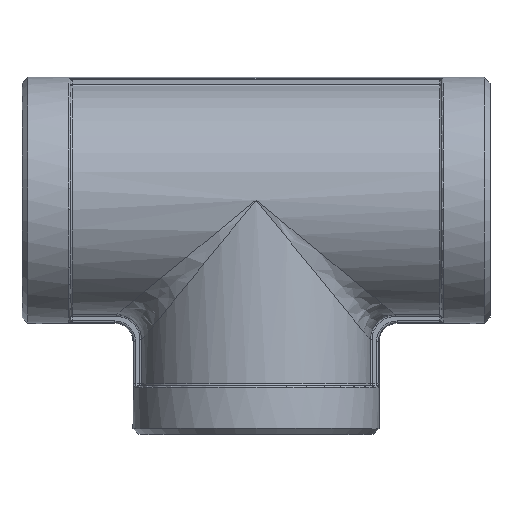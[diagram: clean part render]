
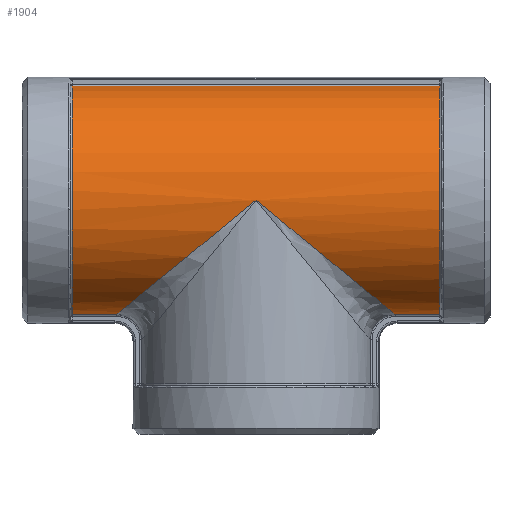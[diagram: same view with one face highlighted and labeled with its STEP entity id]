
A CAD part, top view. The second image highlights one B-rep face of the part: STEP entity #1904.
In plain terms, the highlighted cylindrical face has radius 19 mm (diameter 38 mm), a partial arc.
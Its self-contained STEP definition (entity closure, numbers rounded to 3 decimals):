
#50=ELLIPSE('',#2122,29.987,19.);
#51=ELLIPSE('',#2123,29.987,19.);
#135=LINE('',#4175,#199);
#136=LINE('',#4178,#200);
#137=LINE('',#4183,#201);
#199=VECTOR('',#2585,60.4);
#200=VECTOR('',#2588,7.245);
#201=VECTOR('',#2593,7.245);
#330=CIRCLE('',#2056,19.);
#360=CIRCLE('',#2103,19.);
#491=FACE_OUTER_BOUND('',#630,.T.);
#630=EDGE_LOOP('',(#1564,#1565,#1566,#1567,#1568,#1569,#1570));
#853=VERTEX_POINT('',#3789);
#854=VERTEX_POINT('',#3791);
#881=VERTEX_POINT('',#4063);
#883=VERTEX_POINT('',#4067);
#891=VERTEX_POINT('',#4177);
#892=VERTEX_POINT('',#4179);
#893=VERTEX_POINT('',#4181);
#1064=EDGE_CURVE('',#853,#854,#330,.T.);
#1115=EDGE_CURVE('',#883,#881,#360,.T.);
#1133=EDGE_CURVE('',#881,#853,#135,.T.);
#1134=EDGE_CURVE('',#891,#883,#136,.T.);
#1135=EDGE_CURVE('',#892,#891,#50,.T.);
#1136=EDGE_CURVE('',#893,#892,#51,.T.);
#1137=EDGE_CURVE('',#854,#893,#137,.T.);
#1564=ORIENTED_EDGE('',*,*,#1133,.F.);
#1565=ORIENTED_EDGE('',*,*,#1115,.F.);
#1566=ORIENTED_EDGE('',*,*,#1134,.F.);
#1567=ORIENTED_EDGE('',*,*,#1135,.F.);
#1568=ORIENTED_EDGE('',*,*,#1136,.F.);
#1569=ORIENTED_EDGE('',*,*,#1137,.F.);
#1570=ORIENTED_EDGE('',*,*,#1064,.F.);
#1808=CYLINDRICAL_SURFACE('',#2121,19.);
#1904=ADVANCED_FACE('',(#491),#1808,.T.);
#2056=AXIS2_PLACEMENT_3D('',#3792,#2437,#2438);
#2103=AXIS2_PLACEMENT_3D('',#4069,#2544,#2545);
#2121=AXIS2_PLACEMENT_3D('',#4176,#2586,#2587);
#2122=AXIS2_PLACEMENT_3D('',#4180,#2589,#2590);
#2123=AXIS2_PLACEMENT_3D('',#4182,#2591,#2592);
#2437=DIRECTION('center_axis',(1.,0.,0.));
#2438=DIRECTION('ref_axis',(0.,0.,1.));
#2544=DIRECTION('center_axis',(-1.,0.,0.));
#2545=DIRECTION('ref_axis',(0.,0.,1.));
#2585=DIRECTION('',(1.,0.,0.));
#2586=DIRECTION('center_axis',(1.,0.,0.));
#2587=DIRECTION('ref_axis',(0.,1.,0.));
#2588=DIRECTION('',(-1.,0.,0.));
#2589=DIRECTION('center_axis',(0.634,-0.774,0.));
#2590=DIRECTION('ref_axis',(-0.774,-0.634,0.));
#2591=DIRECTION('center_axis',(-0.634,-0.774,0.));
#2592=DIRECTION('ref_axis',(0.774,-0.634,0.));
#2593=DIRECTION('',(-1.,0.,0.));
#3789=CARTESIAN_POINT('',(30.2,18.799,2.756));
#3791=CARTESIAN_POINT('',(30.2,-18.799,2.756));
#3792=CARTESIAN_POINT('Origin',(30.2,0.,0.));
#4063=CARTESIAN_POINT('',(-30.2,18.799,2.756));
#4067=CARTESIAN_POINT('',(-30.2,-18.799,2.756));
#4069=CARTESIAN_POINT('Origin',(-30.2,0.,0.));
#4175=CARTESIAN_POINT('',(0.,18.799,2.756));
#4176=CARTESIAN_POINT('Origin',(0.,0.,0.));
#4177=CARTESIAN_POINT('',(-22.955,-18.799,2.756));
#4178=CARTESIAN_POINT('',(0.,-18.799,2.756));
#4179=CARTESIAN_POINT('',(0.,0.,19.));
#4180=CARTESIAN_POINT('Origin',(0.,0.,0.));
#4181=CARTESIAN_POINT('',(22.955,-18.799,2.756));
#4182=CARTESIAN_POINT('Origin',(0.,0.,0.));
#4183=CARTESIAN_POINT('',(0.,-18.799,2.756));
